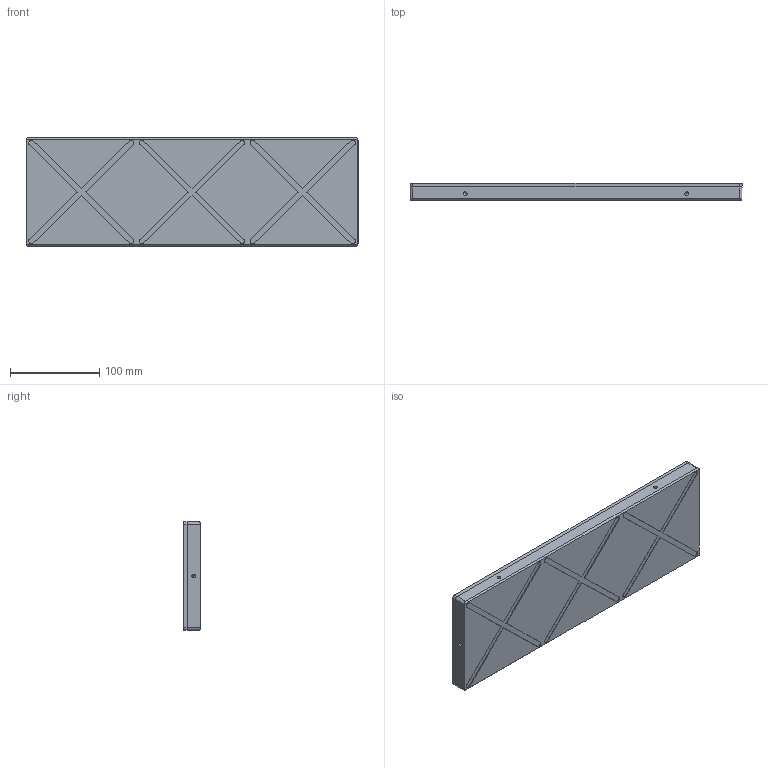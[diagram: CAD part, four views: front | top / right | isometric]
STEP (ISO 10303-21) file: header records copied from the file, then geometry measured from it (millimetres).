
FILE_DESCRIPTION (( 'STEP AP214' ), '1' );
FILE_NAME ('S17122319.STEP', '2024-01-25T17:24:40', ( '' ), ( '' ), 'SwSTEP 2.0', 'SolidWorks 2023', '' );
FILE_SCHEMA (( 'AUTOMOTIVE_DESIGN' ));
Length unit declared in the file: millimetre
Products named in the file (4): S90A002; S17122319; 17S122319-TEMPLATE; 62S122319-TEMPLATE
Assembly tree (2 placements, depth 2):
  S90A002
  S17122319
    17S122319-TEMPLATE
    62S122319-TEMPLATE
Bounding box: 371.9 x 19 x 121.9 mm (x, y, z)
Volume: 854477.9 mm3; surface area: 201751 mm2
Topology: 2 solids, 2 shells, 103 faces, 290 edges, 182 vertices
Faces by surface type: cylinder 50, plane 41, cone 12
Entity records: 3687 total; most frequent: CARTESIAN_POINT 944, DIRECTION 558, ORIENTED_EDGE 556, EDGE_CURVE 278, AXIS2_PLACEMENT_3D 196, VERTEX_POINT 182, VECTOR 166, LINE 166
